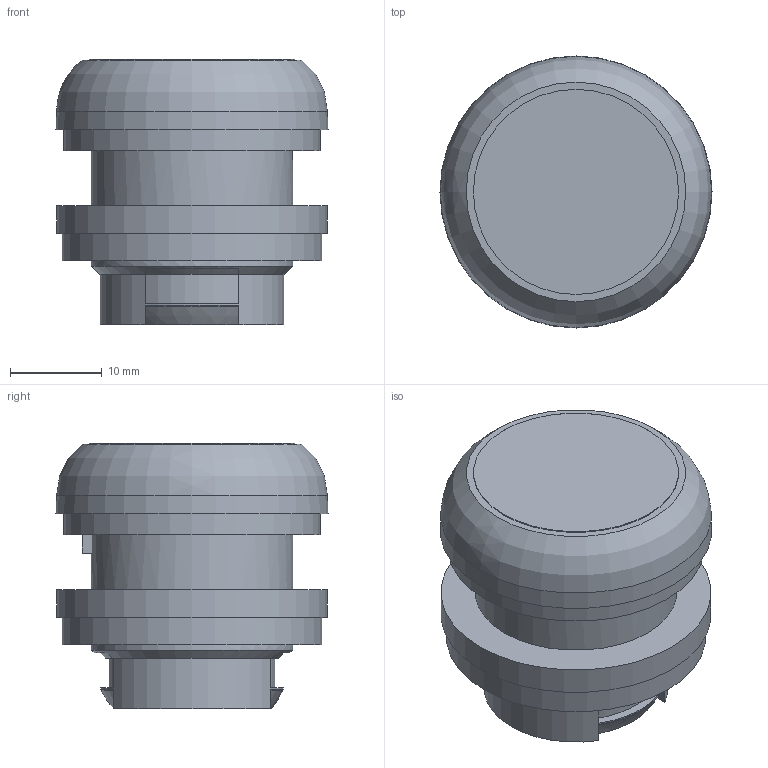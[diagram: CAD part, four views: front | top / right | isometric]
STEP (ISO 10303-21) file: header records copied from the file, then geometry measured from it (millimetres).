
FILE_DESCRIPTION(/* description */ ('STEP AP214'),/* implementation_level */ '2;1');
FILE_NAME(/* name */ '216925',/* time_stamp */ '2024-07-09T14:59:24+02:00',/* author */ ('License CC BY-ND 4.0'),/* organization */ ('CADENAS'),/* preprocessor_version */ 'ST-DEVELOPER v19.3',/* originating_system */ 'PARTsolutions',/* authorisation */ ' ');
FILE_SCHEMA (('AUTOMOTIVE_DESIGN {1 0 10303 214 3 1 1}'));
Length unit declared in the file: millimetre
Products named in the file (1): 216925
Bounding box: 29.7 x 29.7 x 29 mm (x, y, z)
Volume: 14623 mm3; surface area: 4146.1 mm2
Topology: 1 solids, 1 shells, 50 faces, 122 edges, 80 vertices
Faces by surface type: plane 31, cylinder 9, cone 6, torus 4
Full cylindrical faces by diameter (mm): 20 x1, 22 x2, 22.4 x1, 28 x1, 28.324 x1, 29.5 x1
Entity records: 1458 total; most frequent: CARTESIAN_POINT 293, DIRECTION 238, ORIENTED_EDGE 220, EDGE_CURVE 110, AXIS2_PLACEMENT_3D 95, VERTEX_POINT 78, EDGE_LOOP 66, FACE_BOUND 66
